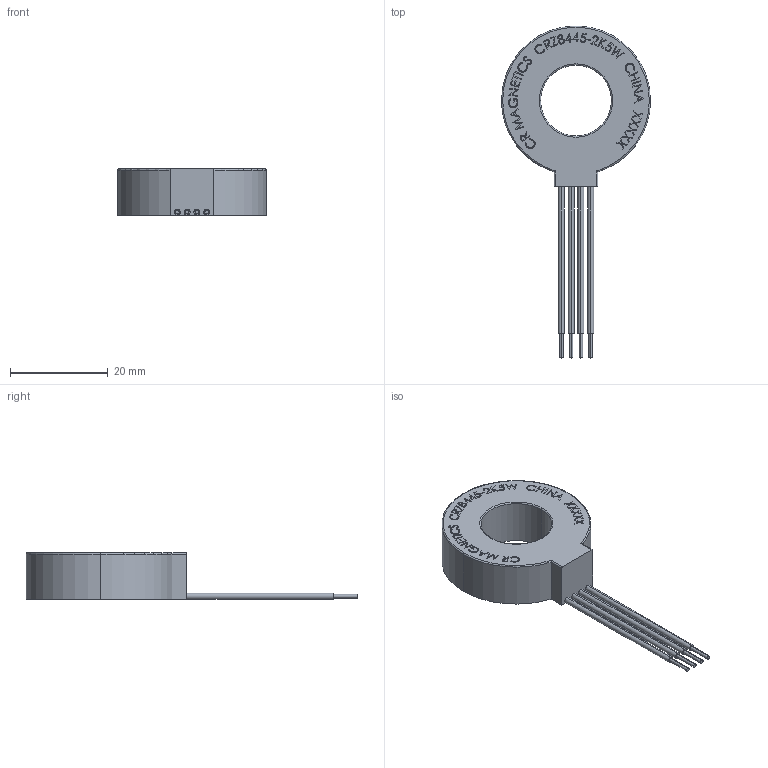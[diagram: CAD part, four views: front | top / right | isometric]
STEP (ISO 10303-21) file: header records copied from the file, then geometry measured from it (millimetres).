
FILE_DESCRIPTION (( 'STEP AP203' ), '1' );
FILE_NAME ('CRZ8445-2K5W.STEP', '2023-04-13T12:44:40', ( '' ), ( '' ), 'SwSTEP 2.0', 'SolidWorks 2022', '' );
FILE_SCHEMA (( 'CONFIG_CONTROL_DESIGN' ));
Length unit declared in the file: millimetre
Products named in the file (1): CRZ8445-2K5W
Bounding box: 30.5 x 67.9 x 9.5 mm (x, y, z)
Volume: 5736.3 mm3; surface area: 3079.2 mm2
Topology: 1 solids, 1 shells, 472 faces, 1255 edges, 832 vertices
Faces by surface type: plane 327, bspline 109, cylinder 26, torus 10
Entity records: 20751 total; most frequent: CARTESIAN_POINT 9613, ORIENTED_EDGE 2510, DIRECTION 1826, EDGE_CURVE 1255, LINE 964, VECTOR 964, VERTEX_POINT 832, EDGE_LOOP 521
